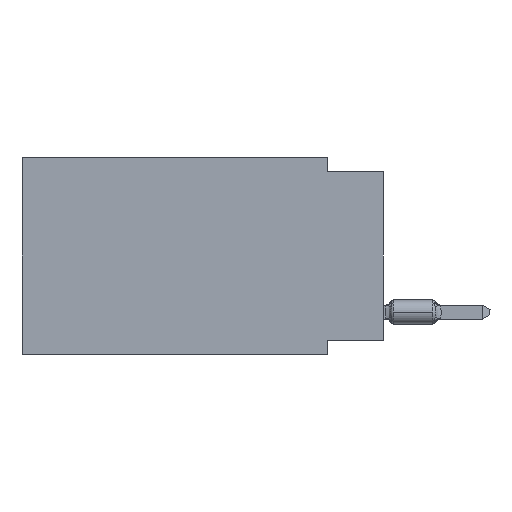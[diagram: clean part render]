
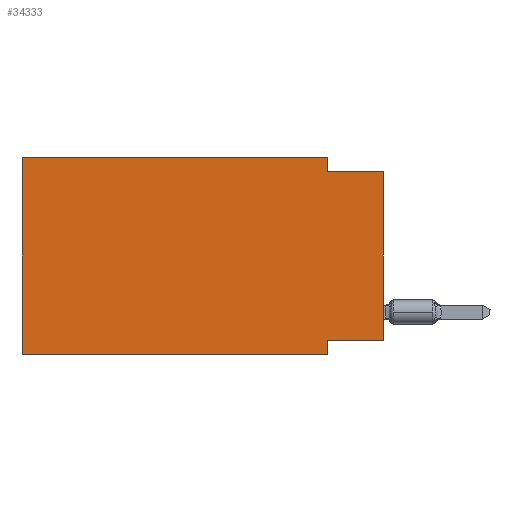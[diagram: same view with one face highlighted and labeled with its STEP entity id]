
A CAD part, left-side view. The second image highlights one B-rep face of the part: STEP entity #34333.
In plain terms, the highlighted planar face has unit normal (-1, 0, 0).
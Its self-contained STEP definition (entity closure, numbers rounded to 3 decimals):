
#110 = VECTOR ( 'NONE', #33509, 1000. ) ;
#2441 = DIRECTION ( 'NONE',  ( 1., 0., 0. ) ) ;
#2701 = DIRECTION ( 'NONE',  ( 0., 0., 1. ) ) ;
#2742 = CARTESIAN_POINT ( 'NONE',  ( 0., 0., -0.635 ) ) ;
#2970 = VECTOR ( 'NONE', #26907, 1000. ) ;
#3525 = EDGE_CURVE ( 'NONE', #9996, #28270, #29303, .T. ) ;
#3547 = LINE ( 'NONE', #14652, #2970 ) ;
#3868 = VECTOR ( 'NONE', #2701, 1000. ) ;
#4974 = DIRECTION ( 'NONE',  ( 0., 0., -1. ) ) ;
#5474 = FACE_OUTER_BOUND ( 'NONE', #33442, .T. ) ;
#6614 = EDGE_CURVE ( 'NONE', #14187, #27541, #37253, .T. ) ;
#6714 = ORIENTED_EDGE ( 'NONE', *, *, #6838, .F. ) ;
#6838 = EDGE_CURVE ( 'NONE', #11738, #15779, #29353, .T. ) ;
#8317 = VECTOR ( 'NONE', #14233, 1000. ) ;
#8533 = CARTESIAN_POINT ( 'NONE',  ( 0., 2.54, 0. ) ) ;
#8886 = CARTESIAN_POINT ( 'NONE',  ( 0., 2.54, -8.255 ) ) ;
#9211 = LINE ( 'NONE', #36931, #110 ) ;
#9566 = ORIENTED_EDGE ( 'NONE', *, *, #23458, .F. ) ;
#9695 = CARTESIAN_POINT ( 'NONE',  ( 0., 16.383, 0. ) ) ;
#9789 = VECTOR ( 'NONE', #4974, 1000. ) ;
#9996 = VERTEX_POINT ( 'NONE', #8533 ) ;
#10117 = ORIENTED_EDGE ( 'NONE', *, *, #19156, .T. ) ;
#10937 = ORIENTED_EDGE ( 'NONE', *, *, #3525, .F. ) ;
#11017 = CARTESIAN_POINT ( 'NONE',  ( 0., 0., -8.255 ) ) ;
#11738 = VERTEX_POINT ( 'NONE', #8886 ) ;
#12445 = ORIENTED_EDGE ( 'NONE', *, *, #28959, .F. ) ;
#13323 = LINE ( 'NONE', #25755, #30946 ) ;
#14187 = VERTEX_POINT ( 'NONE', #33412 ) ;
#14233 = DIRECTION ( 'NONE',  ( 0., 1., 0. ) ) ;
#14510 = EDGE_CURVE ( 'NONE', #28102, #38554, #13323, .T. ) ;
#14652 = CARTESIAN_POINT ( 'NONE',  ( 0., 16.383, -8.89 ) ) ;
#15362 = CARTESIAN_POINT ( 'NONE',  ( 0., 0., 0. ) ) ;
#15779 = VERTEX_POINT ( 'NONE', #18303 ) ;
#16972 = ORIENTED_EDGE ( 'NONE', *, *, #6614, .T. ) ;
#17133 = CARTESIAN_POINT ( 'NONE',  ( 0., 16.383, 0. ) ) ;
#17404 = DIRECTION ( 'NONE',  ( 0., -1., 0. ) ) ;
#17559 = CARTESIAN_POINT ( 'NONE',  ( 0., 2.54, -8.89 ) ) ;
#17605 = AXIS2_PLACEMENT_3D ( 'NONE', #17133, #2441, #38624 ) ;
#17930 = CARTESIAN_POINT ( 'NONE',  ( 0., 2.54, -0.635 ) ) ;
#18220 = LINE ( 'NONE', #2742, #30345 ) ;
#18303 = CARTESIAN_POINT ( 'NONE',  ( 0., 2.54, -8.89 ) ) ;
#19156 = EDGE_CURVE ( 'NONE', #28102, #15779, #3547, .T. ) ;
#19662 = CARTESIAN_POINT ( 'NONE',  ( 0., 2.54, 0. ) ) ;
#23458 = EDGE_CURVE ( 'NONE', #38554, #9996, #9211, .T. ) ;
#23546 = PLANE ( 'NONE',  #17605 ) ;
#25560 = DIRECTION ( 'NONE',  ( 0., 0., 1. ) ) ;
#25755 = CARTESIAN_POINT ( 'NONE',  ( 0., 16.383, 0. ) ) ;
#26907 = DIRECTION ( 'NONE',  ( 0., -1., 0. ) ) ;
#27541 = VERTEX_POINT ( 'NONE', #28437 ) ;
#27644 = VECTOR ( 'NONE', #36846, 1000. ) ;
#28102 = VERTEX_POINT ( 'NONE', #35946 ) ;
#28270 = VERTEX_POINT ( 'NONE', #17930 ) ;
#28437 = CARTESIAN_POINT ( 'NONE',  ( 0., 0., -0.635 ) ) ;
#28959 = EDGE_CURVE ( 'NONE', #14187, #11738, #38159, .T. ) ;
#29303 = LINE ( 'NONE', #19662, #9789 ) ;
#29353 = LINE ( 'NONE', #17559, #27644 ) ;
#30345 = VECTOR ( 'NONE', #17404, 1000. ) ;
#30732 = ORIENTED_EDGE ( 'NONE', *, *, #14510, .F. ) ;
#30946 = VECTOR ( 'NONE', #25560, 1000. ) ;
#32263 = EDGE_CURVE ( 'NONE', #28270, #27541, #18220, .T. ) ;
#33412 = CARTESIAN_POINT ( 'NONE',  ( 0., 0., -8.255 ) ) ;
#33442 = EDGE_LOOP ( 'NONE', ( #16972, #38365, #10937, #9566, #30732, #10117, #6714, #12445 ) ) ;
#33509 = DIRECTION ( 'NONE',  ( 0., -1., 0. ) ) ;
#34333 = ADVANCED_FACE ( 'NONE', ( #5474 ), #23546, .F. ) ;
#35946 = CARTESIAN_POINT ( 'NONE',  ( 0., 16.383, -8.89 ) ) ;
#36846 = DIRECTION ( 'NONE',  ( 0., 0., -1. ) ) ;
#36931 = CARTESIAN_POINT ( 'NONE',  ( 0., 16.383, 0. ) ) ;
#37253 = LINE ( 'NONE', #15362, #3868 ) ;
#38159 = LINE ( 'NONE', #11017, #8317 ) ;
#38365 = ORIENTED_EDGE ( 'NONE', *, *, #32263, .F. ) ;
#38554 = VERTEX_POINT ( 'NONE', #9695 ) ;
#38624 = DIRECTION ( 'NONE',  ( 0., 0., -1. ) ) ;
